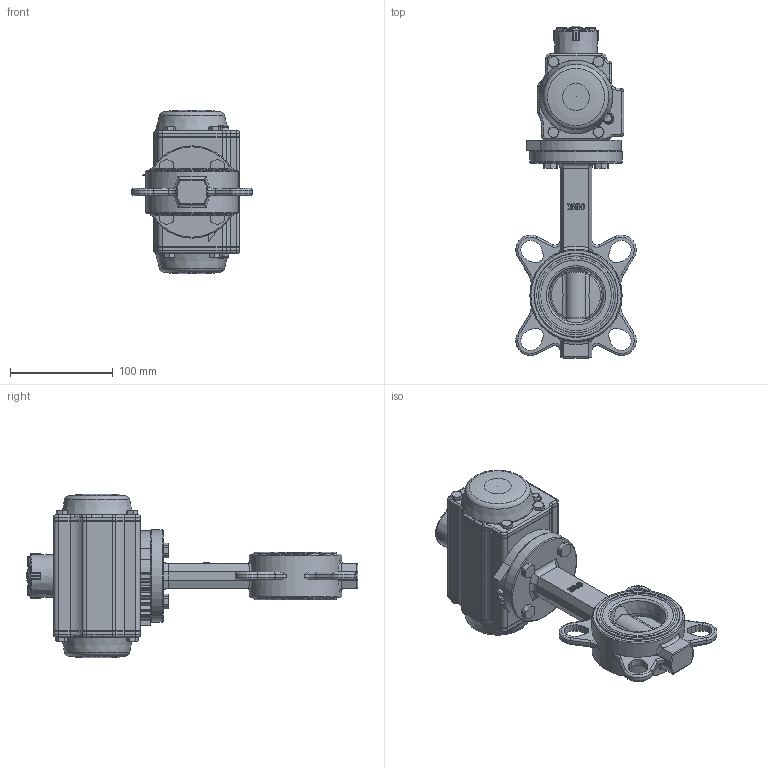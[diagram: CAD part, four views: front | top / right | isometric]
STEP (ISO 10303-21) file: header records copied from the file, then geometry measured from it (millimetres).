
FILE_DESCRIPTION(/* description */ ('Unknown','CAx-IF Rec.Pracs.---Representation and Presentation of Product Manufacturing Information (PMI)---4.0---2014-10-13','CAx-IF Rec.Pracs.---3D Tessellated Geometry---0.4---2014-09-14','2;1'),/* implementation_level */ '2;1');
FILE_NAME(/* name */ 'DW03 5100_5110_5120-09',/* time_stamp */ '2023-11-27T10:06:24+01:00',/* author */ ('Unknown'),/* organization */ ('Unknown'),/* preprocessor_version */ 'ST-DEVELOPER v18.102',/* originating_system */ 'Solid Edge',/* authorisation */ 'Unknown');
FILE_SCHEMA (('AP242_MANAGED_MODEL_BASED_3D_ENGINEERING_MIM_LF { 1 0 10303 442 1 1 4 }'));
Length unit declared in the file: millimetre
Products named in the file (18): DW36-5.100.050; Raster DN40- DN150; WAFER-DN50; DN50概极; seat; disc; shaft1; shaft2; bushing1; ring; DIN933_M8x35; DW03_FR02_(DW36_FR26); KP-63; hexagon head bolts--product grade c gb_GB_FASTENER_BOLT_HHBC M6X30-N; cup head nib bolts with large head gb_GB_FASTENER_BOLT_CHNBW M6X25-N; _____________; ________(___________; ______
Assembly tree (30 placements, depth 3):
  DW36-5.100.050
    Raster DN40- DN150
    WAFER-DN50
      DN50概极
      seat
      disc
      shaft1
      shaft2
      bushing1  x2
      ring
    DIN933_M8x35  x4
    DW03_FR02_(DW36_FR26)
      KP-63
      hexagon head bolts--product grade c gb_GB_FASTENER_BOLT_HHBC M6X30-N  x8
      cup head nib bolts with large head gb_GB_FASTENER_BOLT_CHNBW M6X25-N
      _____________  x2
      ________(___________  x2
      ______
Bounding box: 117.37 x 323.61 x 159 mm (x, y, z)
Volume: 1298684.1 mm3; surface area: 228883.7 mm2
Topology: 28 solids, 29 shells, 1612 faces, 3953 edges, 2450 vertices
Faces by surface type: plane 577, cylinder 482, bspline 229, torus 166, cone 147, sphere 11
Full cylindrical faces by diameter (mm): 2.325 x2, 3 x16, 3.3 x8, 4.2 x8, 4.66 x1, 5 x14, 6 x9, 6.2 x1, 6.8 x12, 8 x5, 8.8 x2, 10 x5, 12.6 x5, 12.75 x1, 12.83 x2, 15.8 x1, 17.45 x4, 17.53 x2, 20.2 x1, 21.8 x2, 23 x1, 25.5 x1, 28 x1, 30.86 x1, 38.5 x1, 52.79 x2, 56 x1, 61.8 x4, 71 x4, 81 x2
Entity records: 44779 total; most frequent: CARTESIAN_POINT 15238, ORIENTED_EDGE 5902, DIRECTION 5776, EDGE_CURVE 2951, AXIS2_PLACEMENT_3D 2249, VERTEX_POINT 1970, FACE_BOUND 1613, EDGE_LOOP 1585
